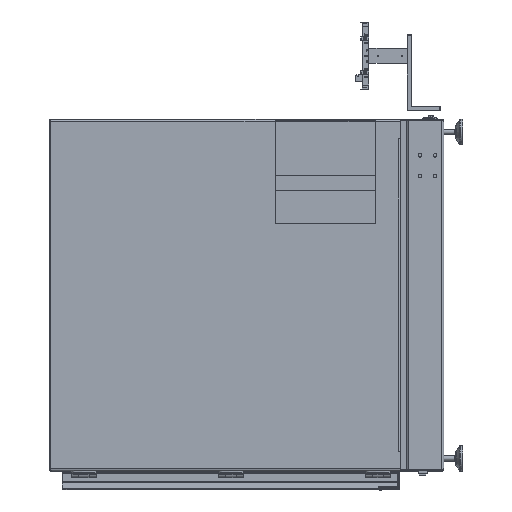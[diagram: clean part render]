
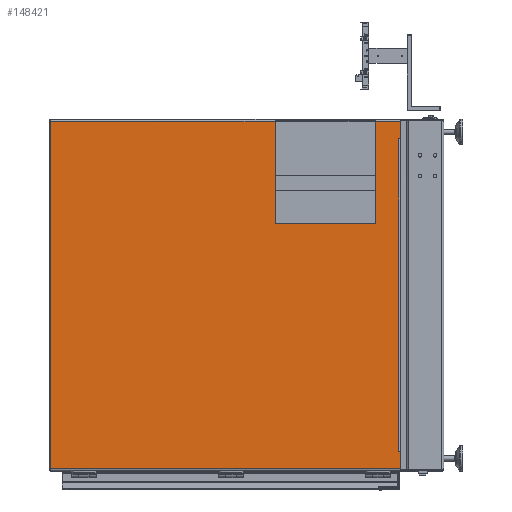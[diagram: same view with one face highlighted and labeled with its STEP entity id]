
A CAD part, top view. The second image highlights one B-rep face of the part: STEP entity #148421.
In plain terms, the highlighted planar face has unit normal (0, 0, 1).
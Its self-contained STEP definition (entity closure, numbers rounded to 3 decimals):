
#1701 = CARTESIAN_POINT ( 'NONE',  ( -520.235, -622.706, -151.257 ) ) ;
#4683 = ORIENTED_EDGE ( 'NONE', *, *, #57552, .T. ) ;
#6250 = EDGE_CURVE ( 'NONE', #47445, #147151, #201028, .T. ) ;
#7804 = CARTESIAN_POINT ( 'NONE',  ( -867.528, 36.494, -151.257 ) ) ;
#14863 = LINE ( 'NONE', #129767, #99420 ) ;
#22108 = EDGE_CURVE ( 'NONE', #187261, #178937, #47167, .T. ) ;
#24093 = LINE ( 'NONE', #112808, #271640 ) ;
#29000 = ORIENTED_EDGE ( 'NONE', *, *, #198853, .F. ) ;
#33200 = ORIENTED_EDGE ( 'NONE', *, *, #141303, .F. ) ;
#34066 = VECTOR ( 'NONE', #43237, 1000. ) ;
#35154 = CARTESIAN_POINT ( 'NONE',  ( -867.528, -657.506, -151.257 ) ) ;
#36899 = VERTEX_POINT ( 'NONE', #107917 ) ;
#42305 = EDGE_CURVE ( 'NONE', #222614, #285678, #182879, .T. ) ;
#43237 = DIRECTION ( 'NONE',  ( 0., 1., 0. ) ) ;
#46129 = CARTESIAN_POINT ( 'NONE',  ( -170.235, 36.494, -151.257 ) ) ;
#47167 = LINE ( 'NONE', #7804, #152314 ) ;
#47445 = VERTEX_POINT ( 'NONE', #149827 ) ;
#48378 = ORIENTED_EDGE ( 'NONE', *, *, #95607, .T. ) ;
#49586 = CARTESIAN_POINT ( 'NONE',  ( -174.235, -0.506, -151.257 ) ) ;
#54524 = VECTOR ( 'NONE', #84536, 1000. ) ;
#57552 = EDGE_CURVE ( 'NONE', #239033, #36899, #85574, .T. ) ;
#58323 = EDGE_CURVE ( 'NONE', #157219, #281582, #210830, .T. ) ;
#62395 = AXIS2_PLACEMENT_3D ( 'NONE', #208819, #92857, #166600 ) ;
#67975 = VECTOR ( 'NONE', #84111, 1000. ) ;
#68760 = DIRECTION ( 'NONE',  ( 1., 0., 0. ) ) ;
#68817 = CARTESIAN_POINT ( 'NONE',  ( -220.235, -168.506, -151.257 ) ) ;
#68843 = DIRECTION ( 'NONE',  ( 0., -1., 0. ) ) ;
#72863 = CARTESIAN_POINT ( 'NONE',  ( -174.435, -0.306, -151.257 ) ) ;
#73486 = VECTOR ( 'NONE', #235677, 1000. ) ;
#74985 = CARTESIAN_POINT ( 'NONE',  ( -867.528, 34.494, -151.257 ) ) ;
#76622 = LINE ( 'NONE', #275844, #195140 ) ;
#77016 = DIRECTION ( 'NONE',  ( 0., 1., 0. ) ) ;
#78558 = EDGE_CURVE ( 'NONE', #137050, #47445, #131224, .T. ) ;
#79518 = DIRECTION ( 'NONE',  ( 0., 1., 0. ) ) ;
#79810 = LINE ( 'NONE', #127651, #67975 ) ;
#79984 = ORIENTED_EDGE ( 'NONE', *, *, #22108, .T. ) ;
#82135 = CARTESIAN_POINT ( 'NONE',  ( -220.235, 34.494, -151.257 ) ) ;
#84111 = DIRECTION ( 'NONE',  ( 1., 0., 0. ) ) ;
#84536 = DIRECTION ( 'NONE',  ( 1., 0., 0. ) ) ;
#85204 = VECTOR ( 'NONE', #77016, 1000. ) ;
#85574 = LINE ( 'NONE', #46129, #34066 ) ;
#89421 = ORIENTED_EDGE ( 'NONE', *, *, #257654, .F. ) ;
#92857 = DIRECTION ( 'NONE',  ( 0., 0., -1. ) ) ;
#93745 = DIRECTION ( 'NONE',  ( 0., -1., 0. ) ) ;
#95151 = EDGE_CURVE ( 'NONE', #194509, #281582, #171834, .T. ) ;
#95607 = EDGE_CURVE ( 'NONE', #178937, #236225, #79810, .T. ) ;
#96746 = ORIENTED_EDGE ( 'NONE', *, *, #273354, .F. ) ;
#99420 = VECTOR ( 'NONE', #147354, 1000. ) ;
#102470 = CARTESIAN_POINT ( 'NONE',  ( -174.435, -0.506, -151.257 ) ) ;
#106079 = VERTEX_POINT ( 'NONE', #210727 ) ;
#106758 = CARTESIAN_POINT ( 'NONE',  ( -220.235, -168.506, -151.257 ) ) ;
#107917 = CARTESIAN_POINT ( 'NONE',  ( -170.235, 34.494, -151.257 ) ) ;
#108895 = FACE_OUTER_BOUND ( 'NONE', #282504, .T. ) ;
#110231 = ORIENTED_EDGE ( 'NONE', *, *, #6250, .F. ) ;
#111439 = VECTOR ( 'NONE', #112771, 1000. ) ;
#112037 = ORIENTED_EDGE ( 'NONE', *, *, #160885, .T. ) ;
#112771 = DIRECTION ( 'NONE',  ( 0., 1., 0. ) ) ;
#112808 = CARTESIAN_POINT ( 'NONE',  ( -170.235, 34.494, -151.257 ) ) ;
#118081 = VECTOR ( 'NONE', #198138, 1000. ) ;
#119060 = EDGE_CURVE ( 'NONE', #285678, #106079, #76622, .T. ) ;
#126556 = VECTOR ( 'NONE', #68843, 1000. ) ;
#127155 = LINE ( 'NONE', #106758, #259705 ) ;
#127651 = CARTESIAN_POINT ( 'NONE',  ( -867.528, -657.506, -151.257 ) ) ;
#129767 = CARTESIAN_POINT ( 'NONE',  ( -520.235, -622.506, -151.257 ) ) ;
#131224 = LINE ( 'NONE', #153100, #118081 ) ;
#137050 = VERTEX_POINT ( 'NONE', #282176 ) ;
#137332 = ORIENTED_EDGE ( 'NONE', *, *, #160346, .F. ) ;
#141303 = EDGE_CURVE ( 'NONE', #222614, #186475, #127155, .T. ) ;
#147109 = CARTESIAN_POINT ( 'NONE',  ( -520.235, -0.506, -151.257 ) ) ;
#147151 = VERTEX_POINT ( 'NONE', #196933 ) ;
#147354 = DIRECTION ( 'NONE',  ( -1., 0., 0. ) ) ;
#148421 = ADVANCED_FACE ( 'NONE', ( #108895 ), #197636, .F. ) ;
#149827 = CARTESIAN_POINT ( 'NONE',  ( -174.435, -622.706, -151.257 ) ) ;
#150414 = CARTESIAN_POINT ( 'NONE',  ( -174.235, -622.506, -151.257 ) ) ;
#150982 = ORIENTED_EDGE ( 'NONE', *, *, #42305, .T. ) ;
#152314 = VECTOR ( 'NONE', #93745, 1000. ) ;
#153079 = LINE ( 'NONE', #173471, #278246 ) ;
#153100 = CARTESIAN_POINT ( 'NONE',  ( -174.435, 36.494, -151.257 ) ) ;
#154487 = DIRECTION ( 'NONE',  ( 1., 0., 0. ) ) ;
#155088 = CARTESIAN_POINT ( 'NONE',  ( -170.235, -0.306, -151.257 ) ) ;
#157219 = VERTEX_POINT ( 'NONE', #150414 ) ;
#160346 = EDGE_CURVE ( 'NONE', #187261, #106079, #153079, .T. ) ;
#160885 = EDGE_CURVE ( 'NONE', #236225, #147151, #274225, .T. ) ;
#160970 = DIRECTION ( 'NONE',  ( -1., 0., 0. ) ) ;
#161839 = CARTESIAN_POINT ( 'NONE',  ( -174.435, 36.494, -151.257 ) ) ;
#166600 = DIRECTION ( 'NONE',  ( 0., -1., 0. ) ) ;
#168779 = LINE ( 'NONE', #257445, #73486 ) ;
#171834 = LINE ( 'NONE', #147109, #54524 ) ;
#173471 = CARTESIAN_POINT ( 'NONE',  ( -170.235, 34.494, -151.257 ) ) ;
#178937 = VERTEX_POINT ( 'NONE', #35154 ) ;
#182684 = CARTESIAN_POINT ( 'NONE',  ( -170.235, 36.494, -151.257 ) ) ;
#182879 = LINE ( 'NONE', #271505, #220040 ) ;
#186475 = VERTEX_POINT ( 'NONE', #82135 ) ;
#187261 = VERTEX_POINT ( 'NONE', #74985 ) ;
#194509 = VERTEX_POINT ( 'NONE', #102470 ) ;
#195140 = VECTOR ( 'NONE', #79518, 1000. ) ;
#196933 = CARTESIAN_POINT ( 'NONE',  ( -170.235, -622.706, -151.257 ) ) ;
#197636 = PLANE ( 'NONE',  #62395 ) ;
#198138 = DIRECTION ( 'NONE',  ( 0., -1., 0. ) ) ;
#198853 = EDGE_CURVE ( 'NONE', #225555, #194509, #241961, .T. ) ;
#201028 = LINE ( 'NONE', #1701, #242955 ) ;
#202961 = CARTESIAN_POINT ( 'NONE',  ( -420.235, -168.506, -151.257 ) ) ;
#208819 = CARTESIAN_POINT ( 'NONE',  ( -520.235, 36.494, -151.257 ) ) ;
#210727 = CARTESIAN_POINT ( 'NONE',  ( -420.235, 34.494, -151.257 ) ) ;
#210830 = LINE ( 'NONE', #234019, #85204 ) ;
#220040 = VECTOR ( 'NONE', #160970, 1000. ) ;
#222614 = VERTEX_POINT ( 'NONE', #68817 ) ;
#222931 = ORIENTED_EDGE ( 'NONE', *, *, #95151, .F. ) ;
#225555 = VERTEX_POINT ( 'NONE', #72863 ) ;
#234019 = CARTESIAN_POINT ( 'NONE',  ( -174.235, -622.506, -151.257 ) ) ;
#235677 = DIRECTION ( 'NONE',  ( -1., 0., 0. ) ) ;
#236210 = ORIENTED_EDGE ( 'NONE', *, *, #283275, .F. ) ;
#236225 = VERTEX_POINT ( 'NONE', #251990 ) ;
#239033 = VERTEX_POINT ( 'NONE', #155088 ) ;
#240637 = DIRECTION ( 'NONE',  ( 0., 1., 0. ) ) ;
#241961 = LINE ( 'NONE', #161839, #126556 ) ;
#242955 = VECTOR ( 'NONE', #68760, 1000. ) ;
#248101 = ORIENTED_EDGE ( 'NONE', *, *, #78558, .F. ) ;
#249582 = DIRECTION ( 'NONE',  ( 1., 0., 0. ) ) ;
#251990 = CARTESIAN_POINT ( 'NONE',  ( -170.235, -657.506, -151.257 ) ) ;
#257445 = CARTESIAN_POINT ( 'NONE',  ( -520.235, -0.306, -151.257 ) ) ;
#257654 = EDGE_CURVE ( 'NONE', #239033, #225555, #168779, .T. ) ;
#259705 = VECTOR ( 'NONE', #240637, 1000. ) ;
#271505 = CARTESIAN_POINT ( 'NONE',  ( -520.235, -168.506, -151.257 ) ) ;
#271640 = VECTOR ( 'NONE', #249582, 1000. ) ;
#273354 = EDGE_CURVE ( 'NONE', #186475, #36899, #24093, .T. ) ;
#273688 = ORIENTED_EDGE ( 'NONE', *, *, #58323, .T. ) ;
#274191 = ORIENTED_EDGE ( 'NONE', *, *, #119060, .T. ) ;
#274225 = LINE ( 'NONE', #182684, #111439 ) ;
#275844 = CARTESIAN_POINT ( 'NONE',  ( -420.235, -168.506, -151.257 ) ) ;
#278246 = VECTOR ( 'NONE', #154487, 1000. ) ;
#281582 = VERTEX_POINT ( 'NONE', #49586 ) ;
#282176 = CARTESIAN_POINT ( 'NONE',  ( -174.435, -622.506, -151.257 ) ) ;
#282504 = EDGE_LOOP ( 'NONE', ( #96746, #33200, #150982, #274191, #137332, #79984, #48378, #112037, #110231, #248101, #236210, #273688, #222931, #29000, #89421, #4683 ) ) ;
#283275 = EDGE_CURVE ( 'NONE', #157219, #137050, #14863, .T. ) ;
#285678 = VERTEX_POINT ( 'NONE', #202961 ) ;
